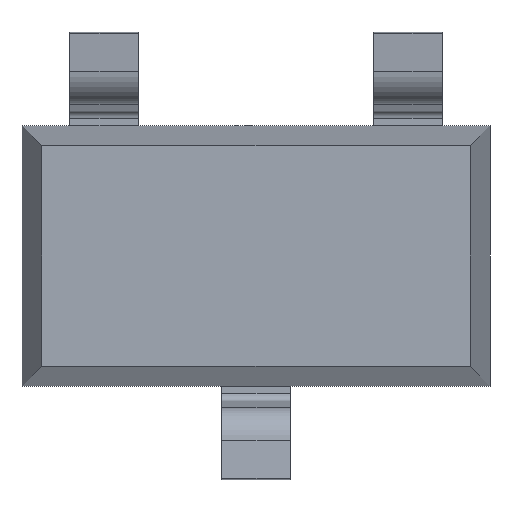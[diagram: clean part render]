
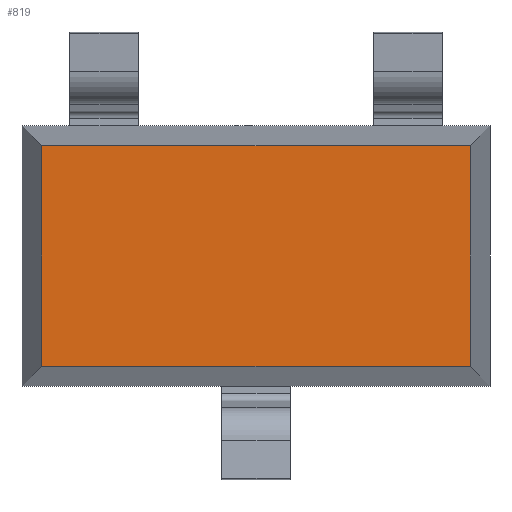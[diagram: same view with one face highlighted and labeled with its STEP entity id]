
A CAD part, front view. The second image highlights one B-rep face of the part: STEP entity #819.
In plain terms, the highlighted planar face has unit normal (0, -1, 0).
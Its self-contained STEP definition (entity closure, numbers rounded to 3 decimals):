
#21 = VECTOR ( 'NONE', #271, 1000. ) ;
#45 = EDGE_CURVE ( 'NONE', #1409, #942, #876, .T. ) ;
#114 = VERTEX_POINT ( 'NONE', #154 ) ;
#152 = EDGE_CURVE ( 'NONE', #942, #114, #899, .T. ) ;
#154 = CARTESIAN_POINT ( 'NONE',  ( -1.34, -0.7, 0.69 ) ) ;
#214 = VECTOR ( 'NONE', #454, 1000. ) ;
#248 = ORIENTED_EDGE ( 'NONE', *, *, #45, .F. ) ;
#271 = DIRECTION ( 'NONE',  ( 0., 0., -1. ) ) ;
#347 = EDGE_CURVE ( 'NONE', #114, #541, #1538, .T. ) ;
#356 = DIRECTION ( 'NONE',  ( 0., 0., 1. ) ) ;
#368 = ORIENTED_EDGE ( 'NONE', *, *, #1421, .F. ) ;
#376 = VECTOR ( 'NONE', #678, 1000. ) ;
#384 = CARTESIAN_POINT ( 'NONE',  ( 0., -0.7, -0.69 ) ) ;
#454 = DIRECTION ( 'NONE',  ( 1., 0., 0. ) ) ;
#506 = PLANE ( 'NONE',  #1535 ) ;
#519 = ORIENTED_EDGE ( 'NONE', *, *, #347, .F. ) ;
#541 = VERTEX_POINT ( 'NONE', #871 ) ;
#615 = LINE ( 'NONE', #856, #21 ) ;
#630 = CARTESIAN_POINT ( 'NONE',  ( 1.34, -0.7, -0.69 ) ) ;
#678 = DIRECTION ( 'NONE',  ( 0., 0., 1. ) ) ;
#819 = ADVANCED_FACE ( 'NONE', ( #1315 ), #506, .F. ) ;
#833 = CARTESIAN_POINT ( 'NONE',  ( 0., -0.7, 0.69 ) ) ;
#856 = CARTESIAN_POINT ( 'NONE',  ( 1.34, -0.7, 0. ) ) ;
#871 = CARTESIAN_POINT ( 'NONE',  ( 1.34, -0.7, 0.69 ) ) ;
#876 = LINE ( 'NONE', #384, #1540 ) ;
#899 = LINE ( 'NONE', #923, #376 ) ;
#903 = DIRECTION ( 'NONE',  ( -1., 0., 0. ) ) ;
#923 = CARTESIAN_POINT ( 'NONE',  ( -1.34, -0.7, 0. ) ) ;
#942 = VERTEX_POINT ( 'NONE', #1405 ) ;
#993 = CARTESIAN_POINT ( 'NONE',  ( 0., -0.7, 0. ) ) ;
#1100 = EDGE_LOOP ( 'NONE', ( #1278, #248, #368, #519 ) ) ;
#1109 = DIRECTION ( 'NONE',  ( 0., 1., 0. ) ) ;
#1278 = ORIENTED_EDGE ( 'NONE', *, *, #152, .F. ) ;
#1315 = FACE_OUTER_BOUND ( 'NONE', #1100, .T. ) ;
#1405 = CARTESIAN_POINT ( 'NONE',  ( -1.34, -0.7, -0.69 ) ) ;
#1409 = VERTEX_POINT ( 'NONE', #630 ) ;
#1421 = EDGE_CURVE ( 'NONE', #541, #1409, #615, .T. ) ;
#1535 = AXIS2_PLACEMENT_3D ( 'NONE', #993, #1109, #356 ) ;
#1538 = LINE ( 'NONE', #833, #214 ) ;
#1540 = VECTOR ( 'NONE', #903, 1000. ) ;
